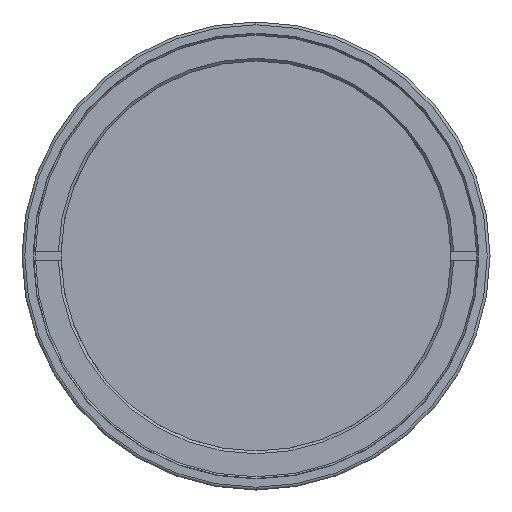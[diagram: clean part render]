
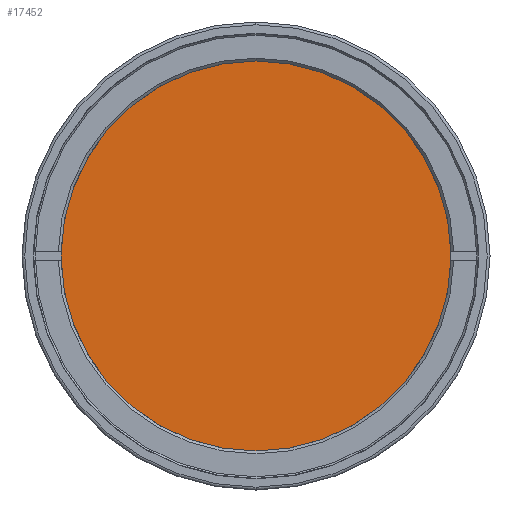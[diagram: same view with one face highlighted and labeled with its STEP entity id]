
A CAD part, left-side view. The second image highlights one B-rep face of the part: STEP entity #17452.
In plain terms, the highlighted planar face has unit normal (-1, 0, 0).
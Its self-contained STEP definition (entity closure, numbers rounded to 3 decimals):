
#202 = EDGE_LOOP ( 'NONE', ( #19764, #27580, #40817, #2405 ) ) ;
#591 = CIRCLE ( 'NONE', #17406, 36.3 ) ;
#1449 = EDGE_CURVE ( 'NONE', #6141, #34078, #44157, .T. ) ;
#1987 = VECTOR ( 'NONE', #46061, 1000. ) ;
#2405 = ORIENTED_EDGE ( 'NONE', *, *, #1449, .T. ) ;
#3084 = VECTOR ( 'NONE', #10417, 1000. ) ;
#3506 = VECTOR ( 'NONE', #43158, 1000. ) ;
#3647 = VERTEX_POINT ( 'NONE', #18487 ) ;
#3803 = CARTESIAN_POINT ( 'NONE',  ( 0., 0., 0. ) ) ;
#5422 = CARTESIAN_POINT ( 'NONE',  ( 0., 0., 36.3 ) ) ;
#5973 = CARTESIAN_POINT ( 'NONE',  ( 0., 35., 0. ) ) ;
#6141 = VERTEX_POINT ( 'NONE', #5973 ) ;
#7822 = EDGE_CURVE ( 'NONE', #3647, #17442, #31691, .T. ) ;
#8358 = VERTEX_POINT ( 'NONE', #43836 ) ;
#10417 = DIRECTION ( 'NONE',  ( 0., -1., 0. ) ) ;
#12887 = EDGE_CURVE ( 'NONE', #8358, #38346, #46194, .T. ) ;
#13381 = DIRECTION ( 'NONE',  ( 0., 0., -1. ) ) ;
#14962 = DIRECTION ( 'NONE',  ( -1., 0., 0. ) ) ;
#15836 = VECTOR ( 'NONE', #39161, 1000. ) ;
#17160 = CARTESIAN_POINT ( 'NONE',  ( 0., -35., 0. ) ) ;
#17406 = AXIS2_PLACEMENT_3D ( 'NONE', #3803, #28921, #43776 ) ;
#17442 = VERTEX_POINT ( 'NONE', #21896 ) ;
#17452 = ADVANCED_FACE ( 'NONE', ( #36761, #43704 ), #22141, .T. ) ;
#18487 = CARTESIAN_POINT ( 'NONE',  ( 0., 35., 0. ) ) ;
#19764 = ORIENTED_EDGE ( 'NONE', *, *, #30357, .F. ) ;
#20816 = ORIENTED_EDGE ( 'NONE', *, *, #44851, .F. ) ;
#21896 = CARTESIAN_POINT ( 'NONE',  ( 0., -35., 0. ) ) ;
#22141 = PLANE ( 'NONE',  #38888 ) ;
#23376 = CARTESIAN_POINT ( 'NONE',  ( 0., 35., 0. ) ) ;
#24734 = CARTESIAN_POINT ( 'NONE',  ( 0., -35., 0. ) ) ;
#25038 = CARTESIAN_POINT ( 'NONE',  ( 0., 36.3, 0. ) ) ;
#27580 = ORIENTED_EDGE ( 'NONE', *, *, #7822, .F. ) ;
#28921 = DIRECTION ( 'NONE',  ( 1., 0., 0. ) ) ;
#28986 = EDGE_LOOP ( 'NONE', ( #40772, #20816 ) ) ;
#30320 = LINE ( 'NONE', #23376, #15836 ) ;
#30357 = EDGE_CURVE ( 'NONE', #17442, #34078, #32374, .T. ) ;
#31229 = CARTESIAN_POINT ( 'NONE',  ( 0., 35., 0. ) ) ;
#31691 = LINE ( 'NONE', #31229, #1987 ) ;
#32374 = LINE ( 'NONE', #24734, #3506 ) ;
#34078 = VERTEX_POINT ( 'NONE', #17160 ) ;
#35175 = CARTESIAN_POINT ( 'NONE',  ( 0., 0., 0. ) ) ;
#36744 = CARTESIAN_POINT ( 'NONE',  ( 0., 35., 0. ) ) ;
#36761 = FACE_OUTER_BOUND ( 'NONE', #28986, .T. ) ;
#38346 = VERTEX_POINT ( 'NONE', #5422 ) ;
#38888 = AXIS2_PLACEMENT_3D ( 'NONE', #25038, #14962, #47056 ) ;
#39161 = DIRECTION ( 'NONE',  ( 0., 0., 1. ) ) ;
#40105 = EDGE_CURVE ( 'NONE', #3647, #6141, #30320, .T. ) ;
#40772 = ORIENTED_EDGE ( 'NONE', *, *, #12887, .F. ) ;
#40817 = ORIENTED_EDGE ( 'NONE', *, *, #40105, .T. ) ;
#41619 = AXIS2_PLACEMENT_3D ( 'NONE', #35175, #46179, #13381 ) ;
#43158 = DIRECTION ( 'NONE',  ( 0., 0., 1. ) ) ;
#43704 = FACE_BOUND ( 'NONE', #202, .T. ) ;
#43776 = DIRECTION ( 'NONE',  ( 0., 0., -1. ) ) ;
#43836 = CARTESIAN_POINT ( 'NONE',  ( 0., 0., -36.3 ) ) ;
#44157 = LINE ( 'NONE', #36744, #3084 ) ;
#44851 = EDGE_CURVE ( 'NONE', #38346, #8358, #591, .T. ) ;
#46061 = DIRECTION ( 'NONE',  ( 0., -1., 0. ) ) ;
#46179 = DIRECTION ( 'NONE',  ( 1., 0., 0. ) ) ;
#46194 = CIRCLE ( 'NONE', #41619, 36.3 ) ;
#47056 = DIRECTION ( 'NONE',  ( 0., 0., 1. ) ) ;
